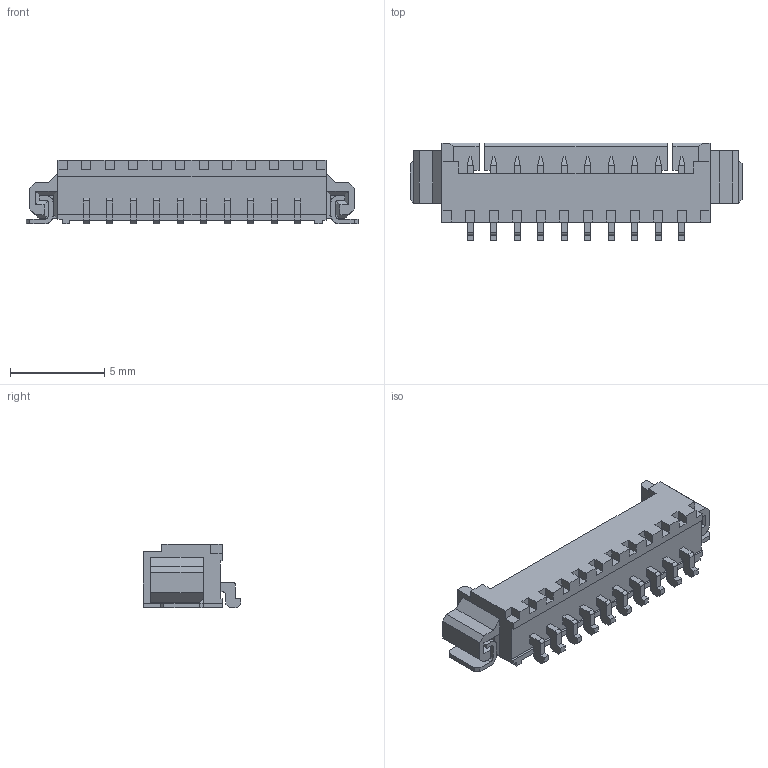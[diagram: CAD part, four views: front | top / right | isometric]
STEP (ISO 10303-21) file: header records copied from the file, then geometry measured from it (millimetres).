
FILE_DESCRIPTION((''),'2;1');
FILE_NAME('532611071','2014-11-12T',('me'),(''),'PRO/ENGINEER BY PARAMETRIC TECHNOLOGY CORPORATION, 2011490','PRO/ENGINEER BY PARAMETRIC TECHNOLOGY CORPORATION, 2011490','');
FILE_SCHEMA(('CONFIG_CONTROL_DESIGN'));
Length unit declared in the file: millimetre
Products named in the file (1): 532611071
Bounding box: 17.65 x 5.2 x 3.4 mm (x, y, z)
Volume: 107.6 mm3; surface area: 436.4 mm2
Topology: 1 solids, 1 shells, 412 faces, 1157 edges, 776 vertices
Faces by surface type: plane 384, cylinder 28
Entity records: 12932 total; most frequent: CARTESIAN_POINT 2284, ORIENTED_EDGE 2204, DIRECTION 2043, EDGE_CURVE 1102, VECTOR 1097, LINE 1097, VERTEX_POINT 714, AXIS2_PLACEMENT_3D 473
